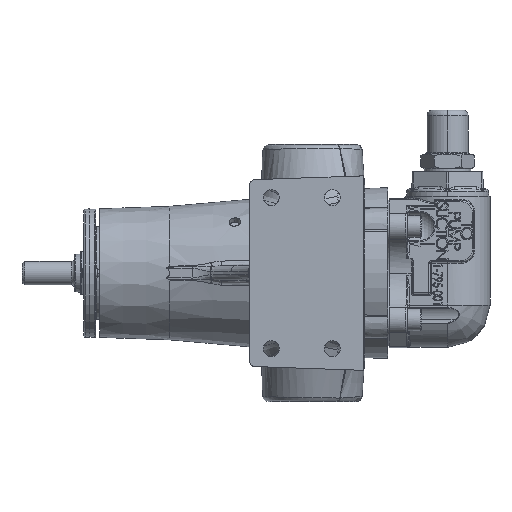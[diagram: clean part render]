
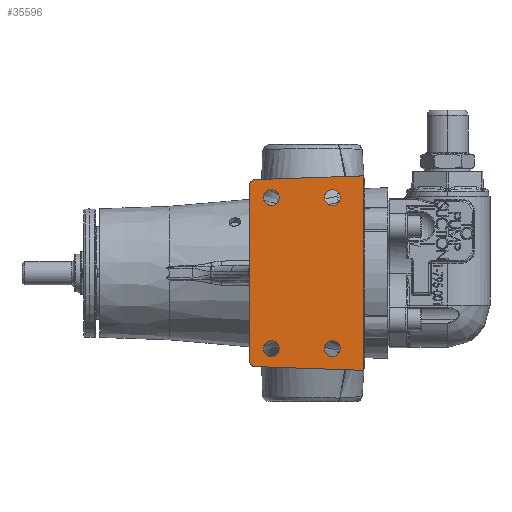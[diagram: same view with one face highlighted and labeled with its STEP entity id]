
A CAD part, front view. The second image highlights one B-rep face of the part: STEP entity #35596.
In plain terms, the highlighted planar face has unit normal (0, -1, 0).
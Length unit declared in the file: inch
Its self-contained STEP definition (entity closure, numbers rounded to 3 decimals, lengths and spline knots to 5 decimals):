
#374 = DIRECTION ( 'NONE',  ( 0., 1., 0. ) ) ;
#526 = DIRECTION ( 'NONE',  ( -0.999, 0., -0.035 ) ) ;
#4137 = AXIS2_PLACEMENT_3D ( 'NONE', #25342, #25243, #25181 ) ;
#4253 = EDGE_CURVE ( 'NONE', #35283, #57847, #40345, .T. ) ;
#5154 = EDGE_CURVE ( 'NONE', #27820, #12956, #72258, .T. ) ;
#6557 = DIRECTION ( 'NONE',  ( 0., 0., -1. ) ) ;
#6692 = CARTESIAN_POINT ( 'NONE',  ( -2.47, -2.75, 2. ) ) ;
#6786 = CARTESIAN_POINT ( 'NONE',  ( -0.69, -2.75, -1.79188 ) ) ;
#7275 = CARTESIAN_POINT ( 'NONE',  ( -0.69, -2.75, 1.44813 ) ) ;
#7878 = EDGE_CURVE ( 'NONE', #12956, #85226, #62182, .T. ) ;
#9291 = FACE_OUTER_BOUND ( 'NONE', #63867, .T. ) ;
#10391 = VERTEX_POINT ( 'NONE', #38973 ) ;
#11217 = VERTEX_POINT ( 'NONE', #27335 ) ;
#12904 = ORIENTED_EDGE ( 'NONE', *, *, #5154, .T. ) ;
#12956 = VERTEX_POINT ( 'NONE', #53395 ) ;
#13431 = DIRECTION ( 'NONE',  ( 0., 0., -1. ) ) ;
#13515 = DIRECTION ( 'NONE',  ( 0., -1., 0. ) ) ;
#13531 = CARTESIAN_POINT ( 'NONE',  ( -2., -2.75, -1.62 ) ) ;
#13733 = CARTESIAN_POINT ( 'NONE',  ( -0.69, -2.75, 1.62 ) ) ;
#13860 = VERTEX_POINT ( 'NONE', #68294 ) ;
#13935 = DIRECTION ( 'NONE',  ( 0., 0., -1. ) ) ;
#16429 = ORIENTED_EDGE ( 'NONE', *, *, #37548, .T. ) ;
#16997 = EDGE_CURVE ( 'NONE', #13860, #81369, #70208, .T. ) ;
#17288 = VERTEX_POINT ( 'NONE', #6786 ) ;
#17620 = ORIENTED_EDGE ( 'NONE', *, *, #66659, .F. ) ;
#17745 = AXIS2_PLACEMENT_3D ( 'NONE', #20648, #60867, #13935 ) ;
#19997 = CARTESIAN_POINT ( 'NONE',  ( -0.69, -2.75, 1.79188 ) ) ;
#20455 = DIRECTION ( 'NONE',  ( 0., -1., 0. ) ) ;
#20648 = CARTESIAN_POINT ( 'NONE',  ( -2., -2.75, 1.62 ) ) ;
#20911 = EDGE_LOOP ( 'NONE', ( #67595, #75594 ) ) ;
#21292 = ORIENTED_EDGE ( 'NONE', *, *, #7878, .T. ) ;
#22838 = AXIS2_PLACEMENT_3D ( 'NONE', #13531, #13515, #13431 ) ;
#23732 = CIRCLE ( 'NONE', #76896, 0.17187 ) ;
#24552 = DIRECTION ( 'NONE',  ( 0., 0., 1. ) ) ;
#24997 = CIRCLE ( 'NONE', #57495, 0.17187 ) ;
#25008 = FACE_BOUND ( 'NONE', #75045, .T. ) ;
#25181 = DIRECTION ( 'NONE',  ( 0., 0., -1. ) ) ;
#25243 = DIRECTION ( 'NONE',  ( 0., -1., 0. ) ) ;
#25297 = VERTEX_POINT ( 'NONE', #65612 ) ;
#25342 = CARTESIAN_POINT ( 'NONE',  ( 0., -2.75, 0. ) ) ;
#25481 = AXIS2_PLACEMENT_3D ( 'NONE', #67927, #34409, #27984 ) ;
#25925 = VERTEX_POINT ( 'NONE', #19997 ) ;
#26030 = PLANE ( 'NONE',  #4137 ) ;
#27241 = DIRECTION ( 'NONE',  ( 0., 0., -1. ) ) ;
#27251 = DIRECTION ( 'NONE',  ( 0., 1., 0. ) ) ;
#27311 = CARTESIAN_POINT ( 'NONE',  ( -2.35, -2.75, 1.88412 ) ) ;
#27335 = CARTESIAN_POINT ( 'NONE',  ( -2., -2.75, 1.79188 ) ) ;
#27820 = VERTEX_POINT ( 'NONE', #33206 ) ;
#27984 = DIRECTION ( 'NONE',  ( 0., 0., -1. ) ) ;
#29273 = AXIS2_PLACEMENT_3D ( 'NONE', #47229, #374, #40480 ) ;
#29752 = CIRCLE ( 'NONE', #17745, 0.17187 ) ;
#30161 = CARTESIAN_POINT ( 'NONE',  ( -0.03, -2.75, 0. ) ) ;
#30655 = CARTESIAN_POINT ( 'NONE',  ( -2.47, -2.75, 0. ) ) ;
#32282 = DIRECTION ( 'NONE',  ( 0., 0., 1. ) ) ;
#33206 = CARTESIAN_POINT ( 'NONE',  ( -2.35419, -2.75, -2.00404 ) ) ;
#33475 = DIRECTION ( 'NONE',  ( 0., 0., -1. ) ) ;
#33557 = DIRECTION ( 'NONE',  ( 0., -1., 0. ) ) ;
#33577 = CARTESIAN_POINT ( 'NONE',  ( -2., -2.75, 1.62 ) ) ;
#33757 = EDGE_LOOP ( 'NONE', ( #37164, #38784 ) ) ;
#34409 = DIRECTION ( 'NONE',  ( 0., -1., 0. ) ) ;
#35283 = VERTEX_POINT ( 'NONE', #40108 ) ;
#35596 = ADVANCED_FACE ( 'NONE', ( #25008, #60757, #42857, #80475, #9291 ), #26030, .T. ) ;
#36653 = AXIS2_PLACEMENT_3D ( 'NONE', #33577, #33557, #33475 ) ;
#37042 = DIRECTION ( 'NONE',  ( 0., 0., -1. ) ) ;
#37072 = AXIS2_PLACEMENT_3D ( 'NONE', #46694, #53489, #6557 ) ;
#37164 = ORIENTED_EDGE ( 'NONE', *, *, #75994, .F. ) ;
#37447 = VERTEX_POINT ( 'NONE', #7275 ) ;
#37548 = EDGE_CURVE ( 'NONE', #85226, #57847, #58301, .T. ) ;
#37960 = CARTESIAN_POINT ( 'NONE',  ( -0.03, -2.75, 2.08521 ) ) ;
#38784 = ORIENTED_EDGE ( 'NONE', *, *, #40300, .F. ) ;
#38973 = CARTESIAN_POINT ( 'NONE',  ( -2., -2.75, 1.44813 ) ) ;
#39356 = ORIENTED_EDGE ( 'NONE', *, *, #16997, .F. ) ;
#40108 = CARTESIAN_POINT ( 'NONE',  ( -2.47, -2.75, 1.88412 ) ) ;
#40300 = EDGE_CURVE ( 'NONE', #11217, #10391, #67515, .T. ) ;
#40345 = CIRCLE ( 'NONE', #58575, 0.12 ) ;
#40377 = ORIENTED_EDGE ( 'NONE', *, *, #65884, .F. ) ;
#40480 = DIRECTION ( 'NONE',  ( 0., 0., -1. ) ) ;
#41949 = CIRCLE ( 'NONE', #59058, 0.17187 ) ;
#42857 = FACE_BOUND ( 'NONE', #33757, .T. ) ;
#42968 = ORIENTED_EDGE ( 'NONE', *, *, #73458, .F. ) ;
#43866 = CARTESIAN_POINT ( 'NONE',  ( -0.69, -2.75, -1.62 ) ) ;
#46694 = CARTESIAN_POINT ( 'NONE',  ( -0.69, -2.75, -1.62 ) ) ;
#47229 = CARTESIAN_POINT ( 'NONE',  ( -2.35, -2.75, -1.88412 ) ) ;
#47801 = ORIENTED_EDGE ( 'NONE', *, *, #4253, .F. ) ;
#49001 = EDGE_LOOP ( 'NONE', ( #40377, #50394 ) ) ;
#50394 = ORIENTED_EDGE ( 'NONE', *, *, #68986, .F. ) ;
#53334 = VECTOR ( 'NONE', #80886, 39.37008 ) ;
#53395 = CARTESIAN_POINT ( 'NONE',  ( -0.03, -2.75, -2.08521 ) ) ;
#53489 = DIRECTION ( 'NONE',  ( 0., -1., 0. ) ) ;
#54355 = CARTESIAN_POINT ( 'NONE',  ( -2., -2.75, -1.44813 ) ) ;
#56907 = EDGE_CURVE ( 'NONE', #17288, #57780, #23732, .T. ) ;
#57250 = ORIENTED_EDGE ( 'NONE', *, *, #78715, .F. ) ;
#57495 = AXIS2_PLACEMENT_3D ( 'NONE', #13733, #20455, #67371 ) ;
#57780 = VERTEX_POINT ( 'NONE', #76168 ) ;
#57847 = VERTEX_POINT ( 'NONE', #75492 ) ;
#58301 = LINE ( 'NONE', #6692, #70770 ) ;
#58575 = AXIS2_PLACEMENT_3D ( 'NONE', #27311, #27251, #27241 ) ;
#59058 = AXIS2_PLACEMENT_3D ( 'NONE', #60112, #65340, #80134 ) ;
#60112 = CARTESIAN_POINT ( 'NONE',  ( -0.69, -2.75, 1.62 ) ) ;
#60757 = FACE_BOUND ( 'NONE', #49001, .T. ) ;
#60867 = DIRECTION ( 'NONE',  ( 0., -1., 0. ) ) ;
#61762 = VECTOR ( 'NONE', #32282, 39.37008 ) ;
#62182 = LINE ( 'NONE', #30161, #61762 ) ;
#63867 = EDGE_LOOP ( 'NONE', ( #16429, #47801, #57250, #17620, #12904, #21292 ) ) ;
#65340 = DIRECTION ( 'NONE',  ( 0., -1., 0. ) ) ;
#65352 = CIRCLE ( 'NONE', #25481, 0.17187 ) ;
#65612 = CARTESIAN_POINT ( 'NONE',  ( -2.47, -2.75, -1.88412 ) ) ;
#65884 = EDGE_CURVE ( 'NONE', #37447, #25925, #24997, .T. ) ;
#66659 = EDGE_CURVE ( 'NONE', #27820, #25297, #70619, .T. ) ;
#67371 = DIRECTION ( 'NONE',  ( 0., 0., -1. ) ) ;
#67515 = CIRCLE ( 'NONE', #36653, 0.17187 ) ;
#67595 = ORIENTED_EDGE ( 'NONE', *, *, #56907, .F. ) ;
#67927 = CARTESIAN_POINT ( 'NONE',  ( -2., -2.75, -1.62 ) ) ;
#68294 = CARTESIAN_POINT ( 'NONE',  ( -2., -2.75, -1.79188 ) ) ;
#68986 = EDGE_CURVE ( 'NONE', #25925, #37447, #41949, .T. ) ;
#70208 = CIRCLE ( 'NONE', #22838, 0.17187 ) ;
#70619 = CIRCLE ( 'NONE', #29273, 0.12 ) ;
#70770 = VECTOR ( 'NONE', #526, 39.37008 ) ;
#72258 = LINE ( 'NONE', #80788, #53334 ) ;
#73458 = EDGE_CURVE ( 'NONE', #81369, #13860, #65352, .T. ) ;
#75045 = EDGE_LOOP ( 'NONE', ( #39356, #42968 ) ) ;
#75492 = CARTESIAN_POINT ( 'NONE',  ( -2.35419, -2.75, 2.00404 ) ) ;
#75594 = ORIENTED_EDGE ( 'NONE', *, *, #81360, .F. ) ;
#75994 = EDGE_CURVE ( 'NONE', #10391, #11217, #29752, .T. ) ;
#76168 = CARTESIAN_POINT ( 'NONE',  ( -0.69, -2.75, -1.44813 ) ) ;
#76896 = AXIS2_PLACEMENT_3D ( 'NONE', #43866, #83755, #37042 ) ;
#77521 = VECTOR ( 'NONE', #24552, 39.37008 ) ;
#78715 = EDGE_CURVE ( 'NONE', #25297, #35283, #79666, .T. ) ;
#79666 = LINE ( 'NONE', #30655, #77521 ) ;
#79970 = CIRCLE ( 'NONE', #37072, 0.17187 ) ;
#80134 = DIRECTION ( 'NONE',  ( 0., 0., -1. ) ) ;
#80475 = FACE_BOUND ( 'NONE', #20911, .T. ) ;
#80788 = CARTESIAN_POINT ( 'NONE',  ( -2.47, -2.75, -2. ) ) ;
#80886 = DIRECTION ( 'NONE',  ( 0.999, 0., -0.035 ) ) ;
#81360 = EDGE_CURVE ( 'NONE', #57780, #17288, #79970, .T. ) ;
#81369 = VERTEX_POINT ( 'NONE', #54355 ) ;
#83755 = DIRECTION ( 'NONE',  ( 0., -1., 0. ) ) ;
#85226 = VERTEX_POINT ( 'NONE', #37960 ) ;
